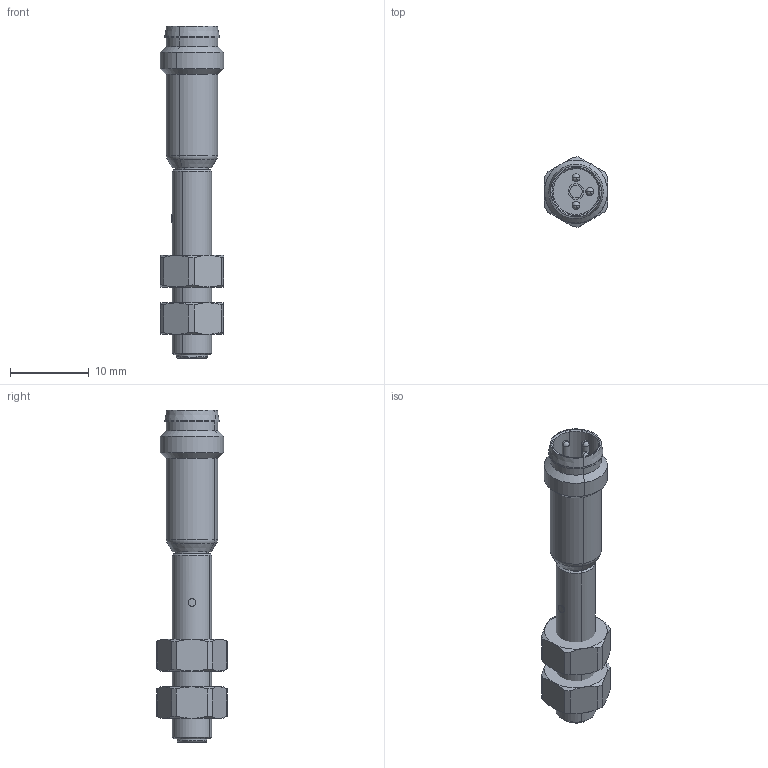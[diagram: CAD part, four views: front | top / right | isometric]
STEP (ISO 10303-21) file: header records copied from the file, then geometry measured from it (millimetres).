
FILE_DESCRIPTION(('STEP AP242'),'1');
FILE_NAME('xs1n05pa310s.stp','2020-01-22T14:06:32',('TraceParts'),('TraceParts S.A.'),'Spatial InterOp 3D',' ',' ');
FILE_SCHEMA(('AP242_MANAGED_MODEL_BASED_3D_ENGINEERING_MIM_LF {1 0 10303 442 1 1 4}'));
Length unit declared in the file: millimetre
Products named in the file (1): xs1n05pa310s_1
Bounding box: 8 x 8.94 x 42.1 mm (x, y, z)
Volume: 993.6 mm3; surface area: 2185.2 mm2
Topology: 6 solids, 6 shells, 148 faces, 329 edges, 196 vertices
Faces by surface type: cylinder 49, plane 46, cone 40, sphere 9, torus 4
Entity records: 5522 total; most frequent: CARTESIAN_POINT 1042, DIRECTION 700, ORIENTED_EDGE 640, EDGE_CURVE 320, AXIS2_PLACEMENT_3D 304, VERTEX_POINT 196, EDGE_LOOP 170, STYLED_ITEM 154
